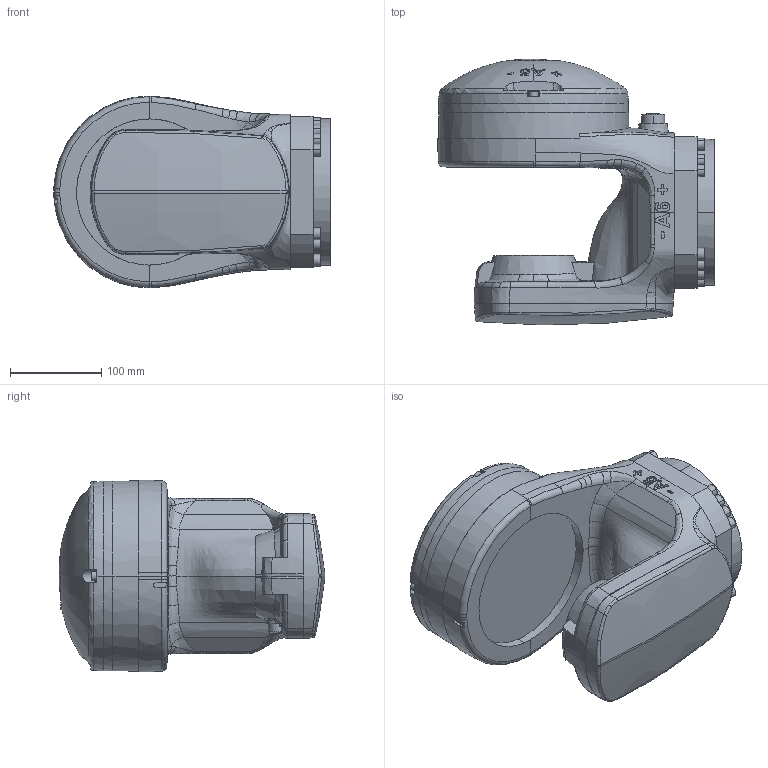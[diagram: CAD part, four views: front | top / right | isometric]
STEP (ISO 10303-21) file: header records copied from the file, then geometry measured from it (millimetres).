
FILE_DESCRIPTION(('3DEXPERIENCE STEP','CAx-IF Rec.Pracs.--- Model Styling and Organization---1.5--- 2016-08-15','CAx-IF Rec.Pracs.---Supplemental Geometry---1.0---2011-11-01','CAx-IF Rec.Pracs.--- Composite Materials ---3.4---2017-06-13','CAx-IF Rec.Pracs.---Tessellated 3D Geometry---1.0---2015-12-17'),'2;1');
FILE_NAME('KUKA KR120 R3900-2 K A5 -.1 Released KUKA KR120 R3900-2 K A5.stp','2024-10-25T23:45:59+00:00',('none'),('none'),'3DEXPERIENCE Platform3DEXPERIENCE R2024x HotFix 5.30','3DEXPERIENCE Platform STEP AP242 v3','none');
FILE_SCHEMA(('AP242_MANAGED_MODEL_BASED_3D_ENGINEERING_MIM_LF {1 0 10303 442 1 1 4}'));
Products named in the file (1): 3D Shape00225605
Bounding box: 303.06 x 291.08 x 209.97 mm (x, y, z)
Volume: 6830234.3 mm3; surface area: 331643.5 mm2
Topology: 1 solids, 2 shells, 615 faces, 2224 edges, 1659 vertices
Faces by surface type: bspline 188, cylinder 184, plane 168, cone 48, extrusion 12, torus 11, revolution 2, sphere 2
Entity records: 44574 total; most frequent: CARTESIAN_POINT 29752, ORIENTED_EDGE 4438, EDGE_CURVE 2219, VERTEX_POINT 1659, DIRECTION 1263, B_SPLINE_CURVE_WITH_KNOTS 1241, EDGE_LOOP 668, ADVANCED_FACE 615
